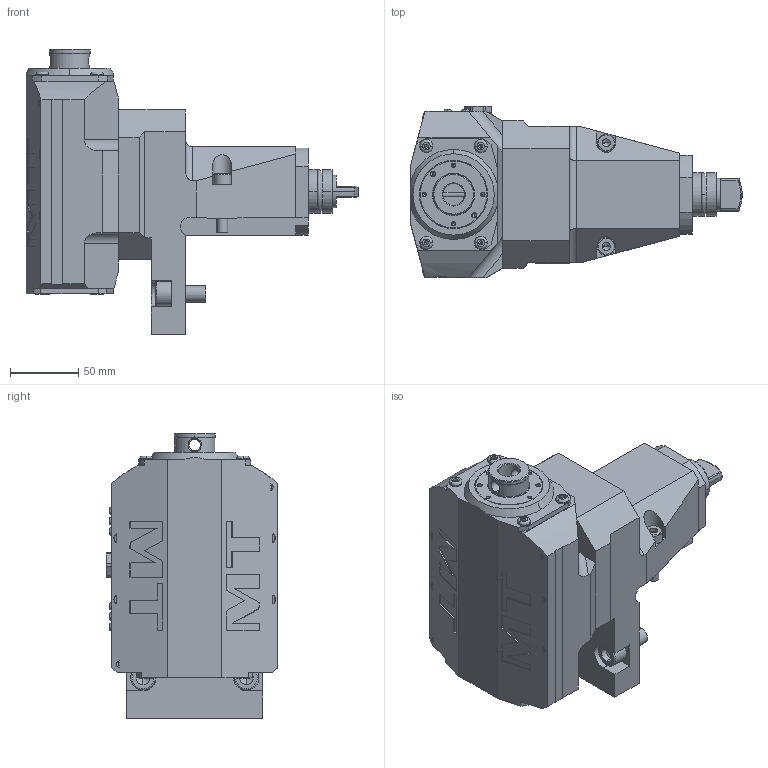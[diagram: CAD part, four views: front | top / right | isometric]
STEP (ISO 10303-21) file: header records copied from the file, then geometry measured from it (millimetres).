
FILE_DESCRIPTION((''),'2;1');
FILE_NAME('MSL0670100_CONF','2025-10-13T14:05:57',('fpalella'),('M.T. srl'),'CREO PARAMETRIC BY PTC INC, 2023352','CREO PARAMETRIC BY PTC INC, 2023352','');
FILE_SCHEMA(('CONFIG_CONTROL_DESIGN'));
Length unit declared in the file: millimetre
Products named in the file (1): MSL0670100_CONF
Bounding box: 243.61 x 126 x 209.5 mm (x, y, z)
Volume: 2230073.8 mm3; surface area: 152120.6 mm2
Topology: 1 solids, 1 shells, 544 faces, 1325 edges, 830 vertices
Faces by surface type: plane 230, cylinder 186, cone 77, torus 34, bspline 12, extrusion 4, sphere 1
Entity records: 17215 total; most frequent: CARTESIAN_POINT 4308, DIRECTION 2760, ORIENTED_EDGE 2610, EDGE_CURVE 1305, AXIS2_PLACEMENT_3D 1019, VERTEX_POINT 830, VECTOR 722, LINE 718
